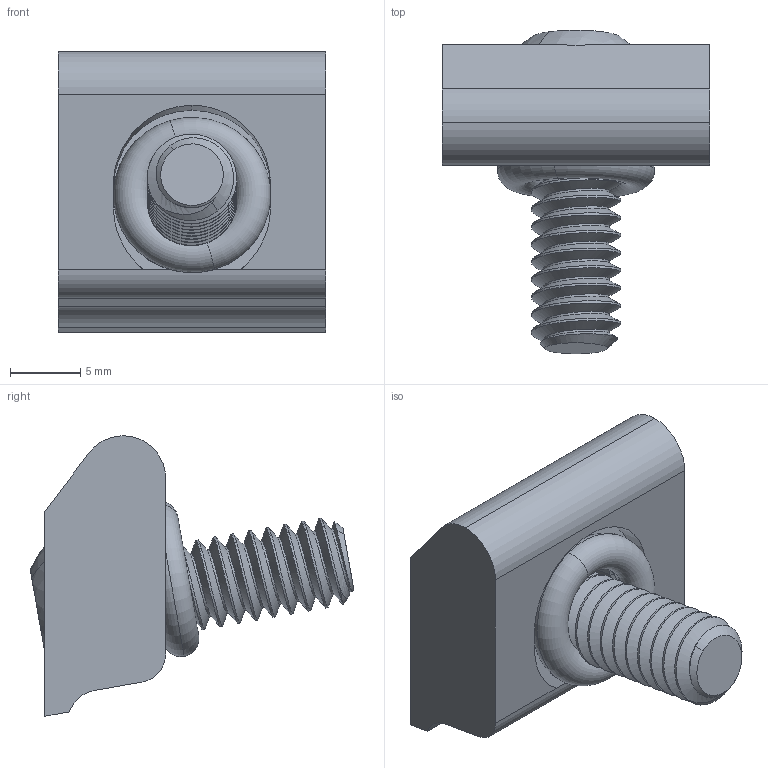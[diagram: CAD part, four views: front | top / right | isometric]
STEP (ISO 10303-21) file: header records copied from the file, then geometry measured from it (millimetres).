
FILE_DESCRIPTION (( 'STEP AP214' ), '1' );
FILE_NAME ('26065.STEP', '2020-03-25T14:14:38', ( 'Mike W' ), ( '' ), 'SwSTEP 2.0', 'SolidWorks 2018', '' );
FILE_SCHEMA (( 'AUTOMOTIVE_DESIGN' ));
Length unit declared in the file: inch
Products named in the file (4): MiteeBite-2605X_5605X_O_Ring; 142034 BHCS_142034 BHSC; 26065; 260651_260651
Assembly tree (3 placements, depth 2):
  26065
    260651_260651
    MiteeBite-2605X_5605X_O_Ring
    142034 BHCS_142034 BHSC
Bounding box: 19.05 x 23 x 19.94 mm (x, y, z)
Volume: 2875.3 mm3; surface area: 2468.3 mm2
Topology: 3 solids, 3 shells, 99 faces, 252 edges, 159 vertices
Faces by surface type: cylinder 45, plane 29, cone 16, torus 4, bspline 3, sphere 2
Entity records: 5581 total; most frequent: CARTESIAN_POINT 3221, ORIENTED_EDGE 504, DIRECTION 427, EDGE_CURVE 252, VERTEX_POINT 159, AXIS2_PLACEMENT_3D 159, LINE 109, VECTOR 109
